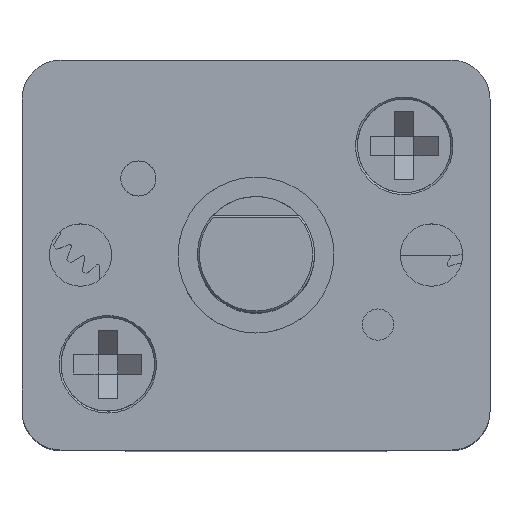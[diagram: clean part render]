
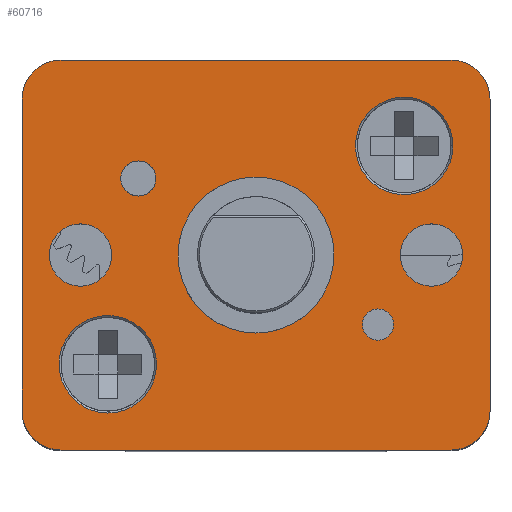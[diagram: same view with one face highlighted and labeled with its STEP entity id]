
A CAD part, top view. The second image highlights one B-rep face of the part: STEP entity #60716.
In plain terms, the highlighted planar face has unit normal (0, 0, 1).
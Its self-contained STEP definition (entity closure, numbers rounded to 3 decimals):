
#447 = DIRECTION ( 'NONE',  ( -1., 0., 0. ) ) ;
#957 = CARTESIAN_POINT ( 'NONE',  ( 0., 0., 12.5 ) ) ;
#2979 = LINE ( 'NONE', #124065, #125335 ) ;
#5733 = CARTESIAN_POINT ( 'NONE',  ( -4.5, 0., 12.5 ) ) ;
#6223 = DIRECTION ( 'NONE',  ( 0., 0., -1. ) ) ;
#6920 = ORIENTED_EDGE ( 'NONE', *, *, #81649, .F. ) ;
#9132 = CARTESIAN_POINT ( 'NONE',  ( 5.3, 0., 12.5 ) ) ;
#10187 = ORIENTED_EDGE ( 'NONE', *, *, #124191, .F. ) ;
#11097 = AXIS2_PLACEMENT_3D ( 'NONE', #28451, #147024, #133715 ) ;
#12193 = DIRECTION ( 'NONE',  ( 0., 0., -1. ) ) ;
#12594 = ORIENTED_EDGE ( 'NONE', *, *, #140784, .T. ) ;
#14224 = CARTESIAN_POINT ( 'NONE',  ( -6., 4., 12.5 ) ) ;
#15271 = EDGE_LOOP ( 'NONE', ( #12594 ) ) ;
#15314 = LINE ( 'NONE', #118256, #20759 ) ;
#17804 = VERTEX_POINT ( 'NONE', #41817 ) ;
#19185 = ORIENTED_EDGE ( 'NONE', *, *, #25907, .T. ) ;
#19543 = EDGE_CURVE ( 'NONE', #20873, #82217, #74177, .T. ) ;
#20759 = VECTOR ( 'NONE', #106474, 1000. ) ;
#20779 = DIRECTION ( 'NONE',  ( 0., -1., 0. ) ) ;
#20873 = VERTEX_POINT ( 'NONE', #106780 ) ;
#21018 = DIRECTION ( 'NONE',  ( 0., 0., -1. ) ) ;
#21928 = CARTESIAN_POINT ( 'NONE',  ( 3.528, -1.782, 12.5 ) ) ;
#22654 = VECTOR ( 'NONE', #20779, 1000. ) ;
#24380 = LINE ( 'NONE', #44630, #22654 ) ;
#25513 = DIRECTION ( 'NONE',  ( 1., 0., 0. ) ) ;
#25907 = EDGE_CURVE ( 'NONE', #46857, #46857, #79167, .T. ) ;
#27010 = DIRECTION ( 'NONE',  ( 0., 0., -1. ) ) ;
#27338 = CARTESIAN_POINT ( 'NONE',  ( 5., -5., 12.5 ) ) ;
#27757 = FACE_BOUND ( 'NONE', #100591, .T. ) ;
#28112 = EDGE_LOOP ( 'NONE', ( #53724 ) ) ;
#28451 = CARTESIAN_POINT ( 'NONE',  ( 3.8, 2.8, 12.5 ) ) ;
#30526 = VERTEX_POINT ( 'NONE', #41068 ) ;
#31413 = FACE_BOUND ( 'NONE', #48316, .T. ) ;
#32160 = VERTEX_POINT ( 'NONE', #88610 ) ;
#32335 = CARTESIAN_POINT ( 'NONE',  ( -6., 5., 12.5 ) ) ;
#32681 = CARTESIAN_POINT ( 'NONE',  ( -3.8, -2.8, 12.5 ) ) ;
#34279 = VERTEX_POINT ( 'NONE', #63647 ) ;
#34315 = ORIENTED_EDGE ( 'NONE', *, *, #104669, .F. ) ;
#36001 = DIRECTION ( 'NONE',  ( 1., 0., 0. ) ) ;
#37318 = EDGE_CURVE ( 'NONE', #49431, #32160, #77226, .T. ) ;
#37662 = CARTESIAN_POINT ( 'NONE',  ( 5., 4., 12.5 ) ) ;
#39395 = EDGE_LOOP ( 'NONE', ( #46300 ) ) ;
#39992 = CIRCLE ( 'NONE', #102869, 0.8 ) ;
#41068 = CARTESIAN_POINT ( 'NONE',  ( 6., 4., 12.5 ) ) ;
#41817 = CARTESIAN_POINT ( 'NONE',  ( 2.55, 2.8, 12.5 ) ) ;
#43336 = CARTESIAN_POINT ( 'NONE',  ( -2., 0., 12.5 ) ) ;
#44041 = DIRECTION ( 'NONE',  ( 0., 0., -1. ) ) ;
#44630 = CARTESIAN_POINT ( 'NONE',  ( 6., 5., 12.5 ) ) ;
#46300 = ORIENTED_EDGE ( 'NONE', *, *, #107884, .T. ) ;
#46432 = CIRCLE ( 'NONE', #63593, 1. ) ;
#46857 = VERTEX_POINT ( 'NONE', #43336 ) ;
#48316 = EDGE_LOOP ( 'NONE', ( #19185 ) ) ;
#49431 = VERTEX_POINT ( 'NONE', #14224 ) ;
#49540 = EDGE_CURVE ( 'NONE', #17804, #17804, #97438, .T. ) ;
#51951 = DIRECTION ( 'NONE',  ( 0., 0., -1. ) ) ;
#52268 = CARTESIAN_POINT ( 'NONE',  ( 4.5, 0., 12.5 ) ) ;
#53724 = ORIENTED_EDGE ( 'NONE', *, *, #64103, .T. ) ;
#55961 = CIRCLE ( 'NONE', #61682, 0.8 ) ;
#56916 = FACE_BOUND ( 'NONE', #15271, .T. ) ;
#57114 = CARTESIAN_POINT ( 'NONE',  ( -3.7, 0., 12.5 ) ) ;
#58917 = DIRECTION ( 'NONE',  ( 0., 0., -1. ) ) ;
#59875 = AXIS2_PLACEMENT_3D ( 'NONE', #957, #12193, #447 ) ;
#60716 = ADVANCED_FACE ( 'NONE', ( #93451, #64276, #98866, #100808, #56916, #27757, #31413, #95196 ), #113070, .F. ) ;
#60950 = DIRECTION ( 'NONE',  ( 0., 0., -1. ) ) ;
#61682 = AXIS2_PLACEMENT_3D ( 'NONE', #5733, #6223, #87336 ) ;
#63593 = AXIS2_PLACEMENT_3D ( 'NONE', #37662, #27010, #25513 ) ;
#63647 = CARTESIAN_POINT ( 'NONE',  ( 5., 5., 12.5 ) ) ;
#64099 = CARTESIAN_POINT ( 'NONE',  ( 5., -4., 12.5 ) ) ;
#64103 = EDGE_CURVE ( 'NONE', #151159, #151159, #94021, .T. ) ;
#64276 = FACE_BOUND ( 'NONE', #82911, .T. ) ;
#68752 = VERTEX_POINT ( 'NONE', #21928 ) ;
#68796 = AXIS2_PLACEMENT_3D ( 'NONE', #117753, #128512, #36001 ) ;
#70647 = DIRECTION ( 'NONE',  ( 1., 0., 0. ) ) ;
#71783 = EDGE_CURVE ( 'NONE', #32160, #34279, #15314, .T. ) ;
#74177 = CIRCLE ( 'NONE', #125204, 1. ) ;
#75242 = DIRECTION ( 'NONE',  ( 0., 0., -1. ) ) ;
#77226 = CIRCLE ( 'NONE', #111309, 1. ) ;
#79167 = CIRCLE ( 'NONE', #59875, 2. ) ;
#79719 = CARTESIAN_POINT ( 'NONE',  ( -6., -4., 12.5 ) ) ;
#80856 = CIRCLE ( 'NONE', #97566, 1. ) ;
#81649 = EDGE_CURVE ( 'NONE', #34279, #30526, #46432, .T. ) ;
#82217 = VERTEX_POINT ( 'NONE', #27338 ) ;
#82911 = EDGE_LOOP ( 'NONE', ( #114140 ) ) ;
#83467 = VECTOR ( 'NONE', #85791, 1000. ) ;
#83498 = EDGE_CURVE ( 'NONE', #118124, #118124, #39992, .T. ) ;
#85604 = ORIENTED_EDGE ( 'NONE', *, *, #107212, .T. ) ;
#85791 = DIRECTION ( 'NONE',  ( 0., 1., 0. ) ) ;
#86479 = DIRECTION ( 'NONE',  ( 1., 0., 0. ) ) ;
#87336 = DIRECTION ( 'NONE',  ( 1., 0., 0. ) ) ;
#87766 = CARTESIAN_POINT ( 'NONE',  ( -6., -5., 12.5 ) ) ;
#88153 = EDGE_LOOP ( 'NONE', ( #85604 ) ) ;
#88610 = CARTESIAN_POINT ( 'NONE',  ( -5., 5., 12.5 ) ) ;
#90750 = CARTESIAN_POINT ( 'NONE',  ( -5.05, -2.8, 12.5 ) ) ;
#92384 = ORIENTED_EDGE ( 'NONE', *, *, #37318, .F. ) ;
#93013 = CARTESIAN_POINT ( 'NONE',  ( -5., -4., 12.5 ) ) ;
#93451 = FACE_BOUND ( 'NONE', #88153, .T. ) ;
#94021 = CIRCLE ( 'NONE', #98096, 0.45 ) ;
#95196 = FACE_OUTER_BOUND ( 'NONE', #131079, .T. ) ;
#96354 = ORIENTED_EDGE ( 'NONE', *, *, #19543, .F. ) ;
#97438 = CIRCLE ( 'NONE', #11097, 1.25 ) ;
#97566 = AXIS2_PLACEMENT_3D ( 'NONE', #93013, #60950, #104314 ) ;
#98096 = AXIS2_PLACEMENT_3D ( 'NONE', #132725, #51951, #109640 ) ;
#98866 = FACE_BOUND ( 'NONE', #28112, .T. ) ;
#100591 = EDGE_LOOP ( 'NONE', ( #134119 ) ) ;
#100808 = FACE_BOUND ( 'NONE', #39395, .T. ) ;
#102869 = AXIS2_PLACEMENT_3D ( 'NONE', #52268, #109452, #120740 ) ;
#104314 = DIRECTION ( 'NONE',  ( 1., 0., 0. ) ) ;
#104669 = EDGE_CURVE ( 'NONE', #30526, #20873, #24380, .T. ) ;
#106474 = DIRECTION ( 'NONE',  ( 1., 0., 0. ) ) ;
#106780 = CARTESIAN_POINT ( 'NONE',  ( 6., -4., 12.5 ) ) ;
#107212 = EDGE_CURVE ( 'NONE', #138241, #138241, #123961, .T. ) ;
#107884 = EDGE_CURVE ( 'NONE', #68752, #68752, #114230, .T. ) ;
#108991 = LINE ( 'NONE', #87766, #83467 ) ;
#109452 = DIRECTION ( 'NONE',  ( 0., 0., -1. ) ) ;
#109640 = DIRECTION ( 'NONE',  ( 1., 0., 0. ) ) ;
#111309 = AXIS2_PLACEMENT_3D ( 'NONE', #141669, #58917, #70647 ) ;
#111414 = EDGE_CURVE ( 'NONE', #82217, #122192, #2979, .T. ) ;
#112923 = CARTESIAN_POINT ( 'NONE',  ( -5., -5., 12.5 ) ) ;
#113070 = PLANE ( 'NONE',  #118236 ) ;
#114140 = ORIENTED_EDGE ( 'NONE', *, *, #49540, .T. ) ;
#114230 = CIRCLE ( 'NONE', #68796, 0.4 ) ;
#117263 = ORIENTED_EDGE ( 'NONE', *, *, #133612, .F. ) ;
#117753 = CARTESIAN_POINT ( 'NONE',  ( 3.128, -1.782, 12.5 ) ) ;
#118069 = ORIENTED_EDGE ( 'NONE', *, *, #111414, .F. ) ;
#118124 = VERTEX_POINT ( 'NONE', #9132 ) ;
#118236 = AXIS2_PLACEMENT_3D ( 'NONE', #32335, #44041, #125793 ) ;
#118256 = CARTESIAN_POINT ( 'NONE',  ( -6., 5., 12.5 ) ) ;
#120740 = DIRECTION ( 'NONE',  ( 1., 0., 0. ) ) ;
#122192 = VERTEX_POINT ( 'NONE', #112923 ) ;
#123961 = CIRCLE ( 'NONE', #137295, 1.25 ) ;
#124065 = CARTESIAN_POINT ( 'NONE',  ( 6., -5., 12.5 ) ) ;
#124191 = EDGE_CURVE ( 'NONE', #128590, #49431, #108991, .T. ) ;
#125204 = AXIS2_PLACEMENT_3D ( 'NONE', #64099, #75242, #86479 ) ;
#125335 = VECTOR ( 'NONE', #145637, 1000. ) ;
#125793 = DIRECTION ( 'NONE',  ( 1., 0., 0. ) ) ;
#128512 = DIRECTION ( 'NONE',  ( 0., 0., -1. ) ) ;
#128590 = VERTEX_POINT ( 'NONE', #79719 ) ;
#131079 = EDGE_LOOP ( 'NONE', ( #10187, #117263, #118069, #96354, #34315, #6920, #139523, #92384 ) ) ;
#132725 = CARTESIAN_POINT ( 'NONE',  ( -3.017, 1.964, 12.5 ) ) ;
#133612 = EDGE_CURVE ( 'NONE', #122192, #128590, #80856, .T. ) ;
#133715 = DIRECTION ( 'NONE',  ( -1., 0., 0. ) ) ;
#134119 = ORIENTED_EDGE ( 'NONE', *, *, #83498, .T. ) ;
#134575 = VERTEX_POINT ( 'NONE', #57114 ) ;
#136369 = CARTESIAN_POINT ( 'NONE',  ( -2.567, 1.964, 12.5 ) ) ;
#137295 = AXIS2_PLACEMENT_3D ( 'NONE', #32681, #21018, #148235 ) ;
#138241 = VERTEX_POINT ( 'NONE', #90750 ) ;
#139523 = ORIENTED_EDGE ( 'NONE', *, *, #71783, .F. ) ;
#140784 = EDGE_CURVE ( 'NONE', #134575, #134575, #55961, .T. ) ;
#141669 = CARTESIAN_POINT ( 'NONE',  ( -5., 4., 12.5 ) ) ;
#145637 = DIRECTION ( 'NONE',  ( -1., 0., 0. ) ) ;
#147024 = DIRECTION ( 'NONE',  ( 0., 0., -1. ) ) ;
#148235 = DIRECTION ( 'NONE',  ( -1., 0., 0. ) ) ;
#151159 = VERTEX_POINT ( 'NONE', #136369 ) ;
